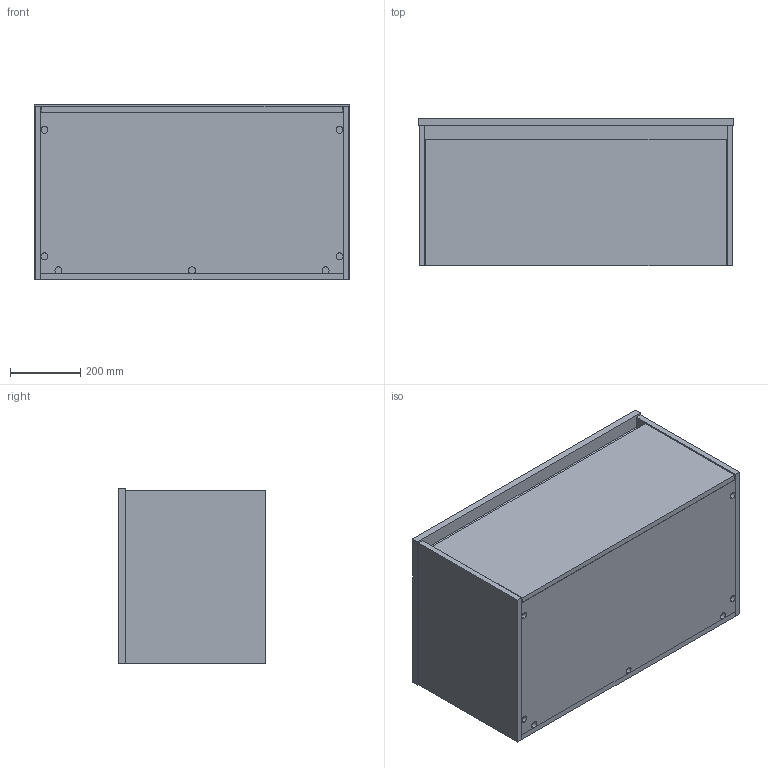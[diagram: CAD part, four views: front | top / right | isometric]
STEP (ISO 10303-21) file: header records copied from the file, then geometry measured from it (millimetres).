
FILE_DESCRIPTION (( 'STEP AP203' ), '1' );
FILE_NAME ('404CP_900_RH_1DR_KaylaCP - No Tap.STEP', '2022-04-07T00:09:13', ( '' ), ( '' ), 'SwSTEP 2.0', 'SolidWorks 2020', '' );
FILE_SCHEMA (( 'CONFIG_CONTROL_DESIGN' ));
Length unit declared in the file: millimetre
Products named in the file (9): F402_900W1DR; PL001015; 404CP_900_RH_1DR_KaylaCP - No Tap; PL001004; PL001003; 900_R_NoTaphole; PL001016; PL001007; PL001002
Assembly tree (8 placements, depth 3):
  404CP_900_RH_1DR_KaylaCP - No Tap
    900_R_NoTaphole
    F402_900W1DR
      PL001016
      PL001004
      PL001003
      PL001002
      PL001007
      PL001015
Bounding box: 900 x 420.5 x 500 mm (x, y, z)
Volume: 33706121.9 mm3; surface area: 4176754.7 mm2
Topology: 7 solids, 7 shells, 124 faces, 258 edges, 172 vertices
Faces by surface type: plane 66, cylinder 58
Entity records: 4321 total; most frequent: DIRECTION 646, CARTESIAN_POINT 566, ORIENTED_EDGE 516, EDGE_CURVE 258, AXIS2_PLACEMENT_3D 252, VERTEX_POINT 172, EDGE_LOOP 158, LINE 142
